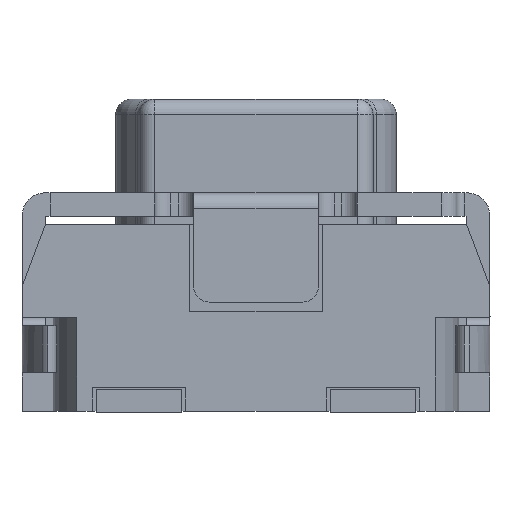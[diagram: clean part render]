
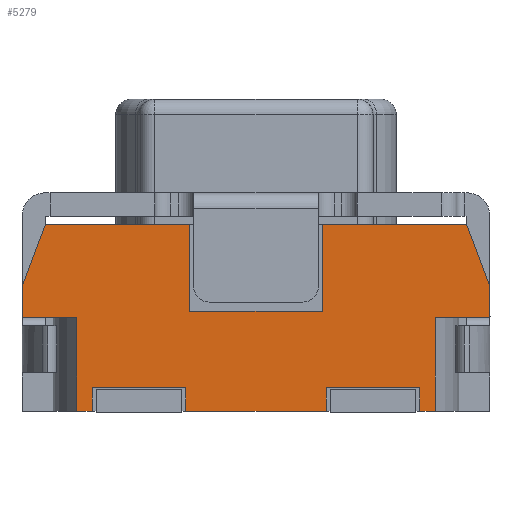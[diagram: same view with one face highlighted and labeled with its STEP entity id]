
A CAD part, left-side view. The second image highlights one B-rep face of the part: STEP entity #5279.
In plain terms, the highlighted planar face has unit normal (-1, 0, 0).
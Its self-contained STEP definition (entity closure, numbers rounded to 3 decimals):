
#196=DIRECTION('',(0.,-1.,0.));
#197=VECTOR('',#196,0.1);
#198=CARTESIAN_POINT('',(-1.75,1.15,0.));
#199=LINE('',#198,#197);
#220=DIRECTION('',(0.,-1.,0.));
#221=VECTOR('',#220,0.9);
#222=CARTESIAN_POINT('',(-1.75,0.45,0.));
#223=LINE('',#222,#221);
#244=DIRECTION('',(0.,-1.,0.));
#245=VECTOR('',#244,0.1);
#246=CARTESIAN_POINT('',(-1.75,-1.05,0.));
#247=LINE('',#246,#245);
#1110=DIRECTION('',(0.,1.,0.));
#1111=VECTOR('',#1110,0.6);
#1112=CARTESIAN_POINT('',(-1.75,-1.05,0.15));
#1113=LINE('',#1112,#1111);
#1114=DIRECTION('',(0.,0.,1.));
#1115=VECTOR('',#1114,0.15);
#1116=CARTESIAN_POINT('',(-1.75,-0.45,0.));
#1117=LINE('',#1116,#1115);
#1118=DIRECTION('',(0.,0.,1.));
#1119=VECTOR('',#1118,0.15);
#1120=CARTESIAN_POINT('',(-1.75,0.45,0.));
#1121=LINE('',#1120,#1119);
#1122=DIRECTION('',(0.,1.,0.));
#1123=VECTOR('',#1122,0.6);
#1124=CARTESIAN_POINT('',(-1.75,0.45,0.15));
#1125=LINE('',#1124,#1123);
#1126=DIRECTION('',(0.,0.,1.));
#1127=VECTOR('',#1126,0.15);
#1128=CARTESIAN_POINT('',(-1.75,1.05,0.));
#1129=LINE('',#1128,#1127);
#1130=DIRECTION('',(0.,0.,1.));
#1131=VECTOR('',#1130,0.6);
#1132=CARTESIAN_POINT('',(-1.75,1.15,0.));
#1133=LINE('',#1132,#1131);
#1134=DIRECTION('',(0.,-1.,0.));
#1135=VECTOR('',#1134,0.35);
#1136=CARTESIAN_POINT('',(-1.75,1.5,0.6));
#1137=LINE('',#1136,#1135);
#1138=DIRECTION('',(0.,0.,1.));
#1139=VECTOR('',#1138,0.2);
#1140=CARTESIAN_POINT('',(-1.75,1.5,0.6));
#1141=LINE('',#1140,#1139);
#1142=DIRECTION('',(0.,0.351,-0.936));
#1143=VECTOR('',#1142,0.427);
#1144=CARTESIAN_POINT('',(-1.75,1.35,1.2));
#1145=LINE('',#1144,#1143);
#1146=DIRECTION('',(0.,0.,-1.));
#1147=VECTOR('',#1146,0.56);
#1148=CARTESIAN_POINT('',(-1.75,0.425,1.2));
#1149=LINE('',#1148,#1147);
#1150=DIRECTION('',(0.,-1.,0.));
#1151=VECTOR('',#1150,0.85);
#1152=CARTESIAN_POINT('',(-1.75,0.425,0.64));
#1153=LINE('',#1152,#1151);
#1154=DIRECTION('',(0.,0.,-1.));
#1155=VECTOR('',#1154,0.56);
#1156=CARTESIAN_POINT('',(-1.75,-0.425,1.2));
#1157=LINE('',#1156,#1155);
#1158=DIRECTION('',(0.,0.351,0.936));
#1159=VECTOR('',#1158,0.427);
#1160=CARTESIAN_POINT('',(-1.75,-1.5,0.8));
#1161=LINE('',#1160,#1159);
#1162=DIRECTION('',(0.,-1.,0.));
#1163=VECTOR('',#1162,0.35);
#1164=CARTESIAN_POINT('',(-1.75,-1.15,0.6));
#1165=LINE('',#1164,#1163);
#1166=DIRECTION('',(0.,0.,1.));
#1167=VECTOR('',#1166,0.6);
#1168=CARTESIAN_POINT('',(-1.75,-1.15,0.));
#1169=LINE('',#1168,#1167);
#1170=DIRECTION('',(0.,0.,1.));
#1171=VECTOR('',#1170,0.15);
#1172=CARTESIAN_POINT('',(-1.75,-1.05,0.));
#1173=LINE('',#1172,#1171);
#1316=DIRECTION('',(0.,-1.,0.));
#1317=VECTOR('',#1316,0.925);
#1318=CARTESIAN_POINT('',(-1.75,-0.425,1.2));
#1319=LINE('',#1318,#1317);
#1332=DIRECTION('',(0.,-1.,0.));
#1333=VECTOR('',#1332,0.925);
#1334=CARTESIAN_POINT('',(-1.75,1.35,1.2));
#1335=LINE('',#1334,#1333);
#1760=DIRECTION('',(0.,0.,1.));
#1761=VECTOR('',#1760,0.2);
#1762=CARTESIAN_POINT('',(-1.75,-1.5,0.6));
#1763=LINE('',#1762,#1761);
#2832=CARTESIAN_POINT('',(-1.75,-1.5,0.8));
#2833=CARTESIAN_POINT('',(-1.75,-1.35,1.2));
#2834=VERTEX_POINT('',#2832);
#2835=VERTEX_POINT('',#2833);
#2836=CARTESIAN_POINT('',(-1.75,1.35,1.2));
#2837=CARTESIAN_POINT('',(-1.75,1.5,0.8));
#2838=VERTEX_POINT('',#2836);
#2839=VERTEX_POINT('',#2837);
#2852=CARTESIAN_POINT('',(-1.75,0.425,1.2));
#2853=VERTEX_POINT('',#2852);
#2854=CARTESIAN_POINT('',(-1.75,-0.425,1.2));
#2855=VERTEX_POINT('',#2854);
#2856=CARTESIAN_POINT('',(-1.75,0.425,0.64));
#2857=VERTEX_POINT('',#2856);
#2858=CARTESIAN_POINT('',(-1.75,-0.425,0.64));
#2859=VERTEX_POINT('',#2858);
#2870=CARTESIAN_POINT('',(-1.75,1.15,0.));
#2871=VERTEX_POINT('',#2870);
#2872=CARTESIAN_POINT('',(-1.75,1.5,0.6));
#2873=CARTESIAN_POINT('',(-1.75,1.15,0.6));
#2874=VERTEX_POINT('',#2872);
#2875=VERTEX_POINT('',#2873);
#2890=CARTESIAN_POINT('',(-1.75,-1.15,0.));
#2892=VERTEX_POINT('',#2890);
#2912=CARTESIAN_POINT('',(-1.75,-1.15,0.6));
#2913=CARTESIAN_POINT('',(-1.75,-1.5,0.6));
#2914=VERTEX_POINT('',#2912);
#2915=VERTEX_POINT('',#2913);
#2984=CARTESIAN_POINT('',(-1.75,-0.45,0.));
#2986=VERTEX_POINT('',#2984);
#2988=CARTESIAN_POINT('',(-1.75,-1.05,0.));
#2990=VERTEX_POINT('',#2988);
#2992=CARTESIAN_POINT('',(-1.75,-1.05,0.15));
#2993=CARTESIAN_POINT('',(-1.75,-0.45,0.15));
#2994=VERTEX_POINT('',#2992);
#2995=VERTEX_POINT('',#2993);
#2996=CARTESIAN_POINT('',(-1.75,1.05,0.));
#2997=VERTEX_POINT('',#2996);
#2998=CARTESIAN_POINT('',(-1.75,0.45,0.));
#2999=VERTEX_POINT('',#2998);
#3492=CARTESIAN_POINT('',(-1.75,1.05,0.15));
#3493=VERTEX_POINT('',#3492);
#3494=CARTESIAN_POINT('',(-1.75,0.45,0.15));
#3495=VERTEX_POINT('',#3494);
#5232=CARTESIAN_POINT('',(-1.75,1.5,0.));
#5233=DIRECTION('',(-1.,0.,0.));
#5234=DIRECTION('',(0.,-1.,0.));
#5235=AXIS2_PLACEMENT_3D('',#5232,#5233,#5234);
#5236=PLANE('',#5235);
#5238=ORIENTED_EDGE('',*,*,#5237,.T.);
#5240=ORIENTED_EDGE('',*,*,#5239,.F.);
#5241=ORIENTED_EDGE('',*,*,#3792,.F.);
#5243=ORIENTED_EDGE('',*,*,#5242,.T.);
#5245=ORIENTED_EDGE('',*,*,#5244,.T.);
#5246=ORIENTED_EDGE('',*,*,#5217,.F.);
#5247=ORIENTED_EDGE('',*,*,#3780,.F.);
#5249=ORIENTED_EDGE('',*,*,#5248,.T.);
#5251=ORIENTED_EDGE('',*,*,#5250,.F.);
#5253=ORIENTED_EDGE('',*,*,#5252,.T.);
#5255=ORIENTED_EDGE('',*,*,#5254,.F.);
#5257=ORIENTED_EDGE('',*,*,#5256,.T.);
#5259=ORIENTED_EDGE('',*,*,#5258,.T.);
#5261=ORIENTED_EDGE('',*,*,#5260,.T.);
#5263=ORIENTED_EDGE('',*,*,#5262,.F.);
#5265=ORIENTED_EDGE('',*,*,#5264,.T.);
#5267=ORIENTED_EDGE('',*,*,#5266,.F.);
#5269=ORIENTED_EDGE('',*,*,#5268,.F.);
#5271=ORIENTED_EDGE('',*,*,#5270,.F.);
#5273=ORIENTED_EDGE('',*,*,#5272,.F.);
#5274=ORIENTED_EDGE('',*,*,#3804,.F.);
#5276=ORIENTED_EDGE('',*,*,#5275,.T.);
#5277=EDGE_LOOP('',(#5238,#5240,#5241,#5243,#5245,#5246,#5247,#5249,#5251,#5253,
#5255,#5257,#5259,#5261,#5263,#5265,#5267,#5269,#5271,#5273,#5274,#5276));
#5278=FACE_OUTER_BOUND('',#5277,.F.);
#5279=ADVANCED_FACE('',(#5278),#5236,.T.);
#3780=EDGE_CURVE('',#2871,#2997,#199,.T.);
#3792=EDGE_CURVE('',#2999,#2986,#223,.T.);
#3804=EDGE_CURVE('',#2990,#2892,#247,.T.);
#5217=EDGE_CURVE('',#2997,#3493,#1129,.T.);
#5237=EDGE_CURVE('',#2994,#2995,#1113,.T.);
#5239=EDGE_CURVE('',#2986,#2995,#1117,.T.);
#5242=EDGE_CURVE('',#2999,#3495,#1121,.T.);
#5244=EDGE_CURVE('',#3495,#3493,#1125,.T.);
#5248=EDGE_CURVE('',#2871,#2875,#1133,.T.);
#5250=EDGE_CURVE('',#2874,#2875,#1137,.T.);
#5252=EDGE_CURVE('',#2874,#2839,#1141,.T.);
#5254=EDGE_CURVE('',#2838,#2839,#1145,.T.);
#5256=EDGE_CURVE('',#2838,#2853,#1335,.T.);
#5258=EDGE_CURVE('',#2853,#2857,#1149,.T.);
#5260=EDGE_CURVE('',#2857,#2859,#1153,.T.);
#5262=EDGE_CURVE('',#2855,#2859,#1157,.T.);
#5264=EDGE_CURVE('',#2855,#2835,#1319,.T.);
#5266=EDGE_CURVE('',#2834,#2835,#1161,.T.);
#5268=EDGE_CURVE('',#2915,#2834,#1763,.T.);
#5270=EDGE_CURVE('',#2914,#2915,#1165,.T.);
#5272=EDGE_CURVE('',#2892,#2914,#1169,.T.);
#5275=EDGE_CURVE('',#2990,#2994,#1173,.T.);
